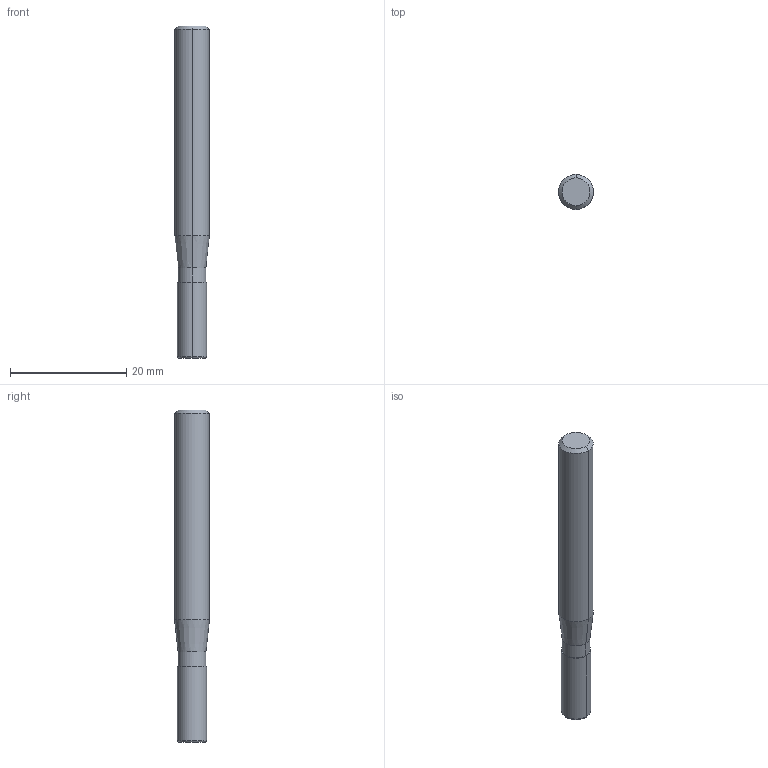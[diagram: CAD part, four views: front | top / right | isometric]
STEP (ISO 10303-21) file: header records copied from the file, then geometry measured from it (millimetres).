
FILE_DESCRIPTION((''),'2;1');
FILE_NAME('607327221-000-00-E43','2019-11-11T15:42:21',('steckerb'),(''),'CREO PARAMETRIC BY PTC INC, 2018300','CREO PARAMETRIC BY PTC INC, 2018300','');
FILE_SCHEMA(('AP242_MANAGED_MODEL_BASED_3D_ENGINEERING_MIM_LF { 1 0 10303 442 1 1 4 }'));
Length unit declared in the file: millimetre
Products named in the file (1): 607327221-000-00-E43
Bounding box: 6 x 6 x 57 mm (x, y, z)
Volume: 1441.6 mm3; surface area: 1055.3 mm2
Topology: 1 solids, 1 shells, 15 faces, 465 edges, 842 vertices
Faces by surface type: cylinder 6, cone 4, plane 3, torus 2
Entity records: 3273 total; most frequent: CARTESIAN_POINT 1468, B_SPLINE_CURVE_WITH_KNOTS 294, DIRECTION 272, TRIMMED_CURVE 143, VECTOR 108, LINE 108, PRESENTATION_STYLE_ASSIGNMENT 88, AXIS2_PLACEMENT_3D 82
